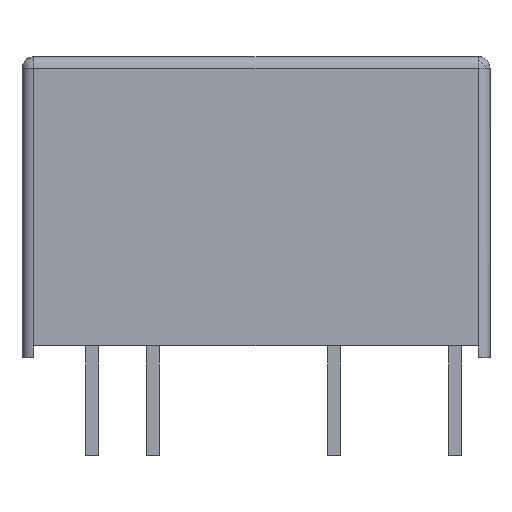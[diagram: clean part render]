
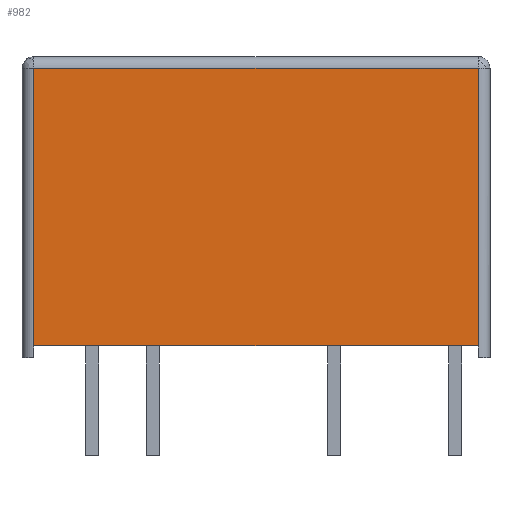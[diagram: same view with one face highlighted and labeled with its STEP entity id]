
A CAD part, front view. The second image highlights one B-rep face of the part: STEP entity #982.
In plain terms, the highlighted planar face has unit normal (0, -1, 0).
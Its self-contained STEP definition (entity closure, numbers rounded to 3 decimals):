
#15 = CARTESIAN_POINT ( 'NONE',  ( 19.65, 0., 12.15 ) ) ;
#62 = VECTOR ( 'NONE', #237, 1000. ) ;
#225 = EDGE_CURVE ( 'NONE', #288, #591, #396, .T. ) ;
#237 = DIRECTION ( 'NONE',  ( 0., 0., 1. ) ) ;
#249 = LINE ( 'NONE', #1207, #1380 ) ;
#267 = EDGE_LOOP ( 'NONE', ( #1303, #1286, #607, #1129 ) ) ;
#288 = VERTEX_POINT ( 'NONE', #599 ) ;
#315 = PLANE ( 'NONE',  #654 ) ;
#396 = LINE ( 'NONE', #1032, #739 ) ;
#475 = EDGE_CURVE ( 'NONE', #591, #1287, #249, .T. ) ;
#526 = DIRECTION ( 'NONE',  ( 1., 0., 0. ) ) ;
#536 = DIRECTION ( 'NONE',  ( 0., -1., 0. ) ) ;
#590 = CARTESIAN_POINT ( 'NONE',  ( 19.15, 0., 0.5 ) ) ;
#591 = VERTEX_POINT ( 'NONE', #1215 ) ;
#599 = CARTESIAN_POINT ( 'NONE',  ( 0.5, 0., 12.15 ) ) ;
#607 = ORIENTED_EDGE ( 'NONE', *, *, #693, .T. ) ;
#654 = AXIS2_PLACEMENT_3D ( 'NONE', #1442, #536, #756 ) ;
#693 = EDGE_CURVE ( 'NONE', #1287, #911, #1260, .T. ) ;
#739 = VECTOR ( 'NONE', #918, 1000. ) ;
#756 = DIRECTION ( 'NONE',  ( 0., 0., -1. ) ) ;
#878 = VECTOR ( 'NONE', #1137, 1000. ) ;
#911 = VERTEX_POINT ( 'NONE', #959 ) ;
#918 = DIRECTION ( 'NONE',  ( 0., 0., -1. ) ) ;
#959 = CARTESIAN_POINT ( 'NONE',  ( 19.15, 0., 12.15 ) ) ;
#982 = ADVANCED_FACE ( 'NONE', ( #1296 ), #315, .T. ) ;
#1032 = CARTESIAN_POINT ( 'NONE',  ( 0.5, 0., 0. ) ) ;
#1129 = ORIENTED_EDGE ( 'NONE', *, *, #1323, .T. ) ;
#1137 = DIRECTION ( 'NONE',  ( -1., 0., 0. ) ) ;
#1207 = CARTESIAN_POINT ( 'NONE',  ( 19.65, 0., 0.5 ) ) ;
#1215 = CARTESIAN_POINT ( 'NONE',  ( 0.5, 0., 0.5 ) ) ;
#1260 = LINE ( 'NONE', #1401, #62 ) ;
#1286 = ORIENTED_EDGE ( 'NONE', *, *, #475, .T. ) ;
#1287 = VERTEX_POINT ( 'NONE', #590 ) ;
#1296 = FACE_OUTER_BOUND ( 'NONE', #267, .T. ) ;
#1303 = ORIENTED_EDGE ( 'NONE', *, *, #225, .T. ) ;
#1323 = EDGE_CURVE ( 'NONE', #911, #288, #1325, .T. ) ;
#1325 = LINE ( 'NONE', #15, #878 ) ;
#1380 = VECTOR ( 'NONE', #526, 1000. ) ;
#1401 = CARTESIAN_POINT ( 'NONE',  ( 19.15, 0., 0. ) ) ;
#1442 = CARTESIAN_POINT ( 'NONE',  ( 19.65, 0., 0. ) ) ;
